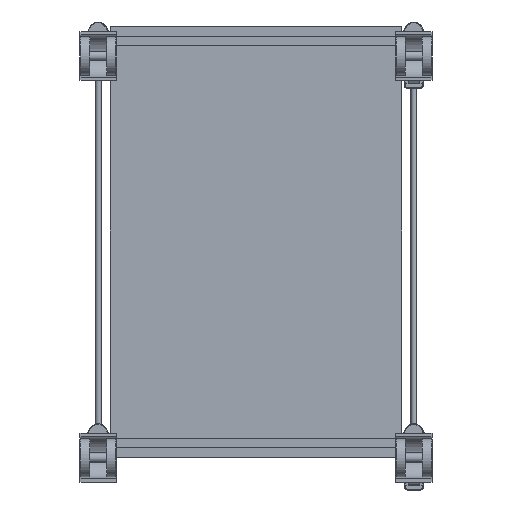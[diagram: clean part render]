
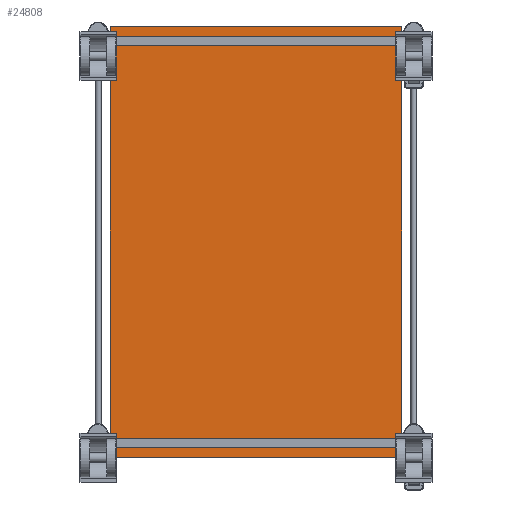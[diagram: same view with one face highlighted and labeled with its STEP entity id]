
A CAD part, front view. The second image highlights one B-rep face of the part: STEP entity #24808.
In plain terms, the highlighted planar face has unit normal (0, -1, 0).
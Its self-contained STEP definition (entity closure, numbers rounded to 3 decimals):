
#18574 = CARTESIAN_POINT ( 'NONE',  ( -12.5, 79., 450.5 ) ) ;
#18577 = CARTESIAN_POINT ( 'NONE',  ( -12.5, 79., 0.5 ) ) ;
#18624 = CARTESIAN_POINT ( 'NONE',  ( -317.5, 79., 450.5 ) ) ;
#18662 = CARTESIAN_POINT ( 'NONE',  ( -317.5, 79., 0.5 ) ) ;
#20199 = FACE_OUTER_BOUND ( 'NONE', #31696, .T. ) ;
#20320 = LINE ( 'NONE', #30062, #20327 ) ;
#20327 = VECTOR ( 'NONE', #31114, 1000. ) ;
#20330 = LINE ( 'NONE', #31127, #20333 ) ;
#20333 = VECTOR ( 'NONE', #31131, 1000. ) ;
#20336 = LINE ( 'NONE', #31141, #20339 ) ;
#20339 = VECTOR ( 'NONE', #31144, 1000. ) ;
#20342 = LINE ( 'NONE', #31153, #20345 ) ;
#20345 = VECTOR ( 'NONE', #31155, 1000. ) ;
#22025 = VERTEX_POINT ( 'NONE', #18574 ) ;
#22028 = VERTEX_POINT ( 'NONE', #18577 ) ;
#22079 = VERTEX_POINT ( 'NONE', #18624 ) ;
#22120 = VERTEX_POINT ( 'NONE', #18662 ) ;
#23884 = AXIS2_PLACEMENT_3D ( 'NONE', #28180, #28189, #28190 ) ;
#24808 = ADVANCED_FACE ( 'NONE', ( #20199 ), #28187, .F. ) ;
#27228 = EDGE_CURVE ( 'NONE', #22120, #22079, #20320, .T. ) ;
#27231 = EDGE_CURVE ( 'NONE', #22028, #22120, #20330, .T. ) ;
#27234 = EDGE_CURVE ( 'NONE', #22025, #22028, #20336, .T. ) ;
#27237 = EDGE_CURVE ( 'NONE', #22079, #22025, #20342, .T. ) ;
#28180 = CARTESIAN_POINT ( 'NONE',  ( -165., 79., 225.5 ) ) ;
#28187 = PLANE ( 'NONE',  #23884 ) ;
#28189 = DIRECTION ( 'NONE',  ( 0., 1., 0. ) ) ;
#28190 = DIRECTION ( 'NONE',  ( 1., 0., 0. ) ) ;
#30062 = CARTESIAN_POINT ( 'NONE',  ( -317.5, 79., 450.5 ) ) ;
#30305 = ORIENTED_EDGE ( 'NONE', *, *, #27237, .F. ) ;
#30306 = ORIENTED_EDGE ( 'NONE', *, *, #27228, .F. ) ;
#30307 = ORIENTED_EDGE ( 'NONE', *, *, #27231, .F. ) ;
#30308 = ORIENTED_EDGE ( 'NONE', *, *, #27234, .F. ) ;
#31114 = DIRECTION ( 'NONE',  ( 0., 0., 1. ) ) ;
#31127 = CARTESIAN_POINT ( 'NONE',  ( -317.5, 79., 0.5 ) ) ;
#31131 = DIRECTION ( 'NONE',  ( -1., 0., 0. ) ) ;
#31141 = CARTESIAN_POINT ( 'NONE',  ( -12.5, 79., 450.5 ) ) ;
#31144 = DIRECTION ( 'NONE',  ( 0., 0., -1. ) ) ;
#31153 = CARTESIAN_POINT ( 'NONE',  ( -317.5, 79., 450.5 ) ) ;
#31155 = DIRECTION ( 'NONE',  ( 1., 0., 0. ) ) ;
#31696 = EDGE_LOOP ( 'NONE', ( #30305, #30306, #30307, #30308 ) ) ;
